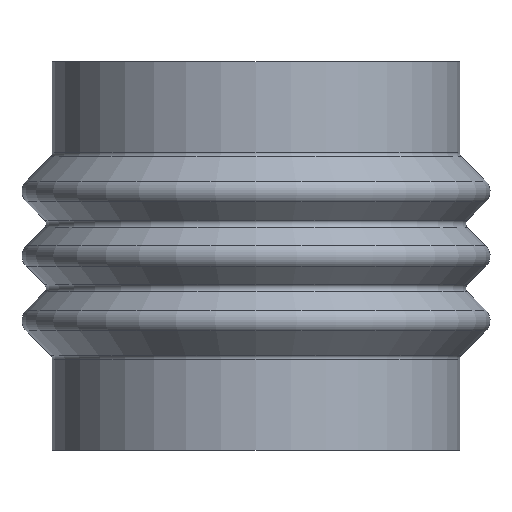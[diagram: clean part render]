
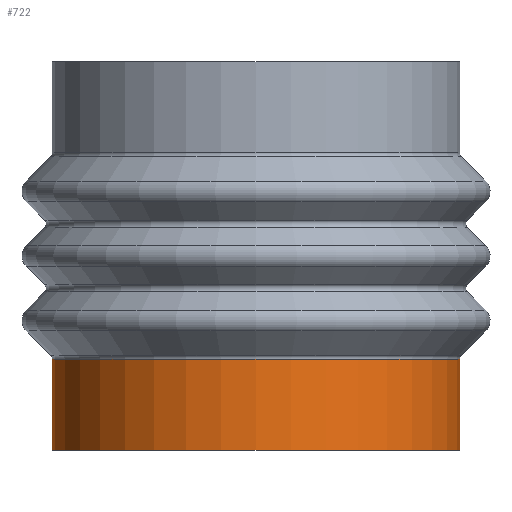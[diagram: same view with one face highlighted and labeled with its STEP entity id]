
A CAD part, front view. The second image highlights one B-rep face of the part: STEP entity #722.
In plain terms, the highlighted cylindrical face has radius 84 mm (diameter 168 mm), a full revolution.
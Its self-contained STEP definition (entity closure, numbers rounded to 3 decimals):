
#43 = AXIS2_PLACEMENT_3D ( 'NONE', #238, #125, #696 ) ;
#84 = CYLINDRICAL_SURFACE ( 'NONE', #163, 84. ) ;
#125 = DIRECTION ( 'NONE',  ( 0., 0., 1. ) ) ;
#128 = CIRCLE ( 'NONE', #714, 84. ) ;
#163 = AXIS2_PLACEMENT_3D ( 'NONE', #437, #558, #377 ) ;
#190 = VERTEX_POINT ( 'NONE', #335 ) ;
#238 = CARTESIAN_POINT ( 'NONE',  ( 0., 0., 37.515 ) ) ;
#335 = CARTESIAN_POINT ( 'NONE',  ( 0., -84., 0. ) ) ;
#344 = ORIENTED_EDGE ( 'NONE', *, *, #380, .F. ) ;
#376 = FACE_OUTER_BOUND ( 'NONE', #646, .T. ) ;
#377 = DIRECTION ( 'NONE',  ( 0., -1., 0. ) ) ;
#380 = EDGE_CURVE ( 'NONE', #453, #453, #564, .T. ) ;
#437 = CARTESIAN_POINT ( 'NONE',  ( 0., 0., 0. ) ) ;
#453 = VERTEX_POINT ( 'NONE', #492 ) ;
#460 = DIRECTION ( 'NONE',  ( 0., -1., 0. ) ) ;
#468 = EDGE_LOOP ( 'NONE', ( #344 ) ) ;
#476 = FACE_OUTER_BOUND ( 'NONE', #468, .T. ) ;
#481 = EDGE_CURVE ( 'NONE', #190, #190, #128, .T. ) ;
#492 = CARTESIAN_POINT ( 'NONE',  ( 0., -84., 37.515 ) ) ;
#525 = CARTESIAN_POINT ( 'NONE',  ( 0., 0., 0. ) ) ;
#558 = DIRECTION ( 'NONE',  ( 0., 0., 1. ) ) ;
#564 = CIRCLE ( 'NONE', #43, 84. ) ;
#646 = EDGE_LOOP ( 'NONE', ( #726 ) ) ;
#652 = DIRECTION ( 'NONE',  ( 0., 0., 1. ) ) ;
#696 = DIRECTION ( 'NONE',  ( 0., -1., 0. ) ) ;
#714 = AXIS2_PLACEMENT_3D ( 'NONE', #525, #652, #460 ) ;
#722 = ADVANCED_FACE ( 'NONE', ( #476, #376 ), #84, .T. ) ;
#726 = ORIENTED_EDGE ( 'NONE', *, *, #481, .T. ) ;
